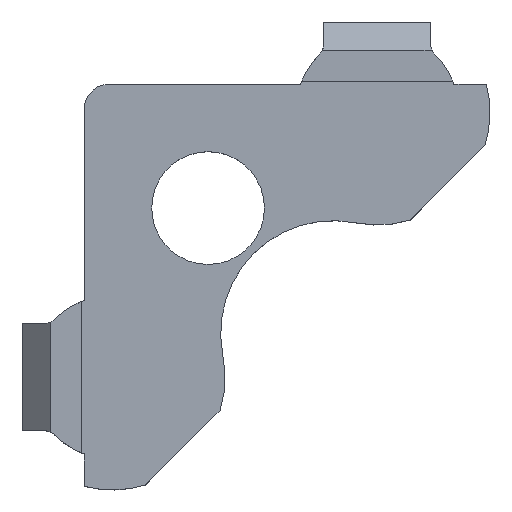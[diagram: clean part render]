
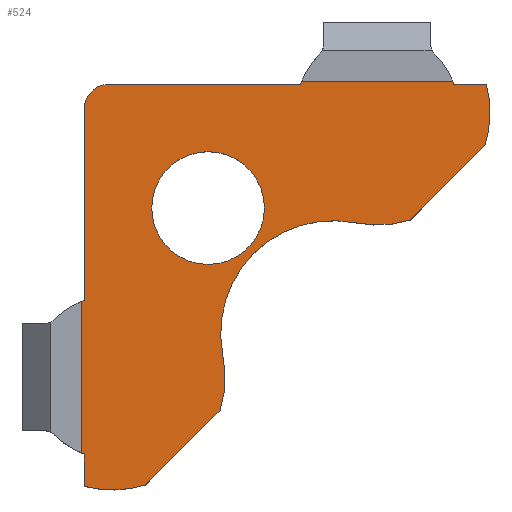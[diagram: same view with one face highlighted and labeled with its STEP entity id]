
A CAD part, top view. The second image highlights one B-rep face of the part: STEP entity #524.
In plain terms, the highlighted planar face has unit normal (0, 0, 1).
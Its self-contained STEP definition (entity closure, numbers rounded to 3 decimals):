
#172 = VERTEX_POINT('',#173);
#173 = CARTESIAN_POINT('',(-45.639,52.2,0.5));
#189 = VERTEX_POINT('',#190);
#190 = CARTESIAN_POINT('',(-48.361,52.2,0.5));
#196 = EDGE_CURVE('',#189,#197,#199,.T.);
#197 = VERTEX_POINT('',#198);
#198 = CARTESIAN_POINT('',(-48.342,52.25,0.5));
#199 = CIRCLE('',#200,1.45);
#200 = AXIS2_PLACEMENT_3D('',#201,#202,#203);
#201 = CARTESIAN_POINT('',(-47.,51.7,0.5));
#202 = DIRECTION('',(0.,0.,-1.));
#203 = DIRECTION('',(1.,0.,0.));
#240 = VERTEX_POINT('',#241);
#241 = CARTESIAN_POINT('',(-45.658,52.25,0.5));
#247 = EDGE_CURVE('',#240,#172,#248,.T.);
#248 = CIRCLE('',#249,1.45);
#249 = AXIS2_PLACEMENT_3D('',#250,#251,#252);
#250 = CARTESIAN_POINT('',(-47.,51.7,0.5));
#251 = DIRECTION('',(0.,0.,-1.));
#252 = DIRECTION('',(1.,0.,0.));
#360 = EDGE_CURVE('',#172,#361,#363,.T.);
#361 = VERTEX_POINT('',#362);
#362 = CARTESIAN_POINT('',(-45.064,52.2,0.5));
#363 = LINE('',#364,#365);
#364 = CARTESIAN_POINT('',(-35.869,52.2,0.5));
#365 = VECTOR('',#366,1.);
#366 = DIRECTION('',(1.,0.,0.));
#506 = EDGE_CURVE('',#189,#507,#509,.T.);
#507 = VERTEX_POINT('',#508);
#508 = CARTESIAN_POINT('',(-51.75,52.2,0.5));
#509 = LINE('',#510,#511);
#510 = CARTESIAN_POINT('',(-37.23,52.2,0.5));
#511 = VECTOR('',#512,1.);
#512 = DIRECTION('',(-1.,0.,0.));
#524 = ADVANCED_FACE('',(#525,#647),#658,.T.);
#525 = FACE_BOUND('',#526,.T.);
#526 = EDGE_LOOP('',(#527,#533,#534,#535,#544,#552,#561,#569,#578,#586,
    #595,#603,#612,#621,#630,#638,#645,#646));
#527 = ORIENTED_EDGE('',*,*,#528,.F.);
#528 = EDGE_CURVE('',#197,#240,#529,.T.);
#529 = LINE('',#530,#531);
#530 = CARTESIAN_POINT('',(-51.8,52.25,0.5));
#531 = VECTOR('',#532,1.);
#532 = DIRECTION('',(1.,0.,0.));
#533 = ORIENTED_EDGE('',*,*,#196,.F.);
#534 = ORIENTED_EDGE('',*,*,#506,.T.);
#535 = ORIENTED_EDGE('',*,*,#536,.F.);
#536 = EDGE_CURVE('',#537,#507,#539,.T.);
#537 = VERTEX_POINT('',#538);
#538 = CARTESIAN_POINT('',(-52.2,51.75,0.5));
#539 = CIRCLE('',#540,0.45);
#540 = AXIS2_PLACEMENT_3D('',#541,#542,#543);
#541 = CARTESIAN_POINT('',(-51.75,51.75,0.5));
#542 = DIRECTION('',(0.,0.,-1.));
#543 = DIRECTION('',(1.,0.,0.));
#544 = ORIENTED_EDGE('',*,*,#545,.T.);
#545 = EDGE_CURVE('',#537,#546,#548,.T.);
#546 = VERTEX_POINT('',#547);
#547 = CARTESIAN_POINT('',(-52.2,48.361,0.5));
#548 = LINE('',#549,#550);
#549 = CARTESIAN_POINT('',(-52.2,38.925,0.5));
#550 = VECTOR('',#551,1.);
#551 = DIRECTION('',(0.,-1.,0.));
#552 = ORIENTED_EDGE('',*,*,#553,.F.);
#553 = EDGE_CURVE('',#554,#546,#556,.T.);
#554 = VERTEX_POINT('',#555);
#555 = CARTESIAN_POINT('',(-52.25,48.342,0.5));
#556 = CIRCLE('',#557,1.45);
#557 = AXIS2_PLACEMENT_3D('',#558,#559,#560);
#558 = CARTESIAN_POINT('',(-51.7,47.,0.5));
#559 = DIRECTION('',(0.,0.,-1.));
#560 = DIRECTION('',(1.,0.,0.));
#561 = ORIENTED_EDGE('',*,*,#562,.F.);
#562 = EDGE_CURVE('',#563,#554,#565,.T.);
#563 = VERTEX_POINT('',#564);
#564 = CARTESIAN_POINT('',(-52.25,45.658,0.5));
#565 = LINE('',#566,#567);
#566 = CARTESIAN_POINT('',(-52.25,0.,0.5));
#567 = VECTOR('',#568,1.);
#568 = DIRECTION('',(0.,1.,0.));
#569 = ORIENTED_EDGE('',*,*,#570,.F.);
#570 = EDGE_CURVE('',#571,#563,#573,.T.);
#571 = VERTEX_POINT('',#572);
#572 = CARTESIAN_POINT('',(-52.2,45.639,0.5));
#573 = CIRCLE('',#574,1.45);
#574 = AXIS2_PLACEMENT_3D('',#575,#576,#577);
#575 = CARTESIAN_POINT('',(-51.7,47.,0.5));
#576 = DIRECTION('',(0.,0.,-1.));
#577 = DIRECTION('',(1.,0.,0.));
#578 = ORIENTED_EDGE('',*,*,#579,.T.);
#579 = EDGE_CURVE('',#571,#580,#582,.T.);
#580 = VERTEX_POINT('',#581);
#581 = CARTESIAN_POINT('',(-52.2,45.064,0.5));
#582 = LINE('',#583,#584);
#583 = CARTESIAN_POINT('',(-52.2,35.869,0.5));
#584 = VECTOR('',#585,1.);
#585 = DIRECTION('',(0.,-1.,0.));
#586 = ORIENTED_EDGE('',*,*,#587,.F.);
#587 = EDGE_CURVE('',#588,#580,#590,.T.);
#588 = VERTEX_POINT('',#589);
#589 = CARTESIAN_POINT('',(-51.111,45.089,0.5));
#590 = CIRCLE('',#591,2.);
#591 = AXIS2_PLACEMENT_3D('',#592,#593,#594);
#592 = CARTESIAN_POINT('',(-51.7,47.,0.5));
#593 = DIRECTION('',(0.,0.,-1.));
#594 = DIRECTION('',(1.,0.,0.));
#595 = ORIENTED_EDGE('',*,*,#596,.T.);
#596 = EDGE_CURVE('',#588,#597,#599,.T.);
#597 = VERTEX_POINT('',#598);
#598 = CARTESIAN_POINT('',(-49.789,46.411,0.5));
#599 = LINE('',#600,#601);
#600 = CARTESIAN_POINT('',(-50.15,46.05,0.5));
#601 = VECTOR('',#602,1.);
#602 = DIRECTION('',(0.707,0.707,0.));
#603 = ORIENTED_EDGE('',*,*,#604,.F.);
#604 = EDGE_CURVE('',#605,#597,#607,.T.);
#605 = VERTEX_POINT('',#606);
#606 = CARTESIAN_POINT('',(-49.738,47.39,0.5));
#607 = CIRCLE('',#608,2.);
#608 = AXIS2_PLACEMENT_3D('',#609,#610,#611);
#609 = CARTESIAN_POINT('',(-51.7,47.,0.5));
#610 = DIRECTION('',(0.,0.,-1.));
#611 = DIRECTION('',(1.,0.,0.));
#612 = ORIENTED_EDGE('',*,*,#613,.T.);
#613 = EDGE_CURVE('',#605,#614,#616,.T.);
#614 = VERTEX_POINT('',#615);
#615 = CARTESIAN_POINT('',(-47.39,49.738,0.5));
#616 = CIRCLE('',#617,1.997);
#617 = AXIS2_PLACEMENT_3D('',#618,#619,#620);
#618 = CARTESIAN_POINT('',(-47.78,47.78,0.5));
#619 = DIRECTION('',(0.,0.,-1.));
#620 = DIRECTION('',(1.,0.,0.));
#621 = ORIENTED_EDGE('',*,*,#622,.F.);
#622 = EDGE_CURVE('',#623,#614,#625,.T.);
#623 = VERTEX_POINT('',#624);
#624 = CARTESIAN_POINT('',(-46.411,49.789,0.5));
#625 = CIRCLE('',#626,2.);
#626 = AXIS2_PLACEMENT_3D('',#627,#628,#629);
#627 = CARTESIAN_POINT('',(-47.,51.7,0.5));
#628 = DIRECTION('',(0.,0.,-1.));
#629 = DIRECTION('',(1.,0.,0.));
#630 = ORIENTED_EDGE('',*,*,#631,.T.);
#631 = EDGE_CURVE('',#623,#632,#634,.T.);
#632 = VERTEX_POINT('',#633);
#633 = CARTESIAN_POINT('',(-45.089,51.111,0.5));
#634 = LINE('',#635,#636);
#635 = CARTESIAN_POINT('',(-50.15,46.05,0.5));
#636 = VECTOR('',#637,1.);
#637 = DIRECTION('',(0.707,0.707,0.));
#638 = ORIENTED_EDGE('',*,*,#639,.F.);
#639 = EDGE_CURVE('',#361,#632,#640,.T.);
#640 = CIRCLE('',#641,2.);
#641 = AXIS2_PLACEMENT_3D('',#642,#643,#644);
#642 = CARTESIAN_POINT('',(-47.,51.7,0.5));
#643 = DIRECTION('',(0.,0.,-1.));
#644 = DIRECTION('',(1.,0.,0.));
#645 = ORIENTED_EDGE('',*,*,#360,.F.);
#646 = ORIENTED_EDGE('',*,*,#247,.F.);
#647 = FACE_BOUND('',#648,.T.);
#648 = EDGE_LOOP('',(#649));
#649 = ORIENTED_EDGE('',*,*,#650,.T.);
#650 = EDGE_CURVE('',#651,#651,#653,.T.);
#651 = VERTEX_POINT('',#652);
#652 = CARTESIAN_POINT('',(-49.,50.,0.5));
#653 = CIRCLE('',#654,1.);
#654 = AXIS2_PLACEMENT_3D('',#655,#656,#657);
#655 = CARTESIAN_POINT('',(-50.,50.,0.5));
#656 = DIRECTION('',(0.,0.,-1.));
#657 = DIRECTION('',(1.,0.,0.));
#658 = PLANE('',#659);
#659 = AXIS2_PLACEMENT_3D('',#660,#661,#662);
#660 = CARTESIAN_POINT('',(-26.1,26.1,0.5));
#661 = DIRECTION('',(0.,0.,1.));
#662 = DIRECTION('',(1.,0.,0.));
